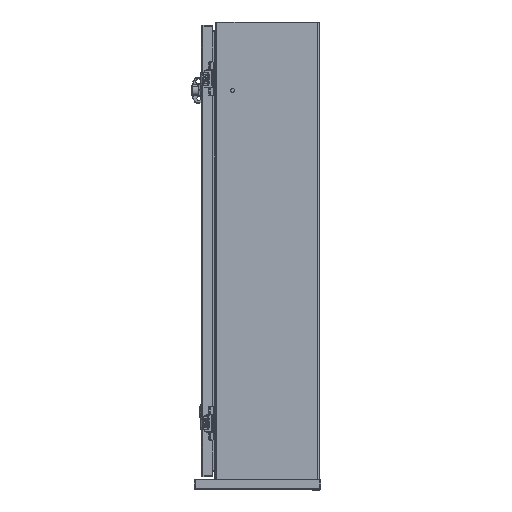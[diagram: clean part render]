
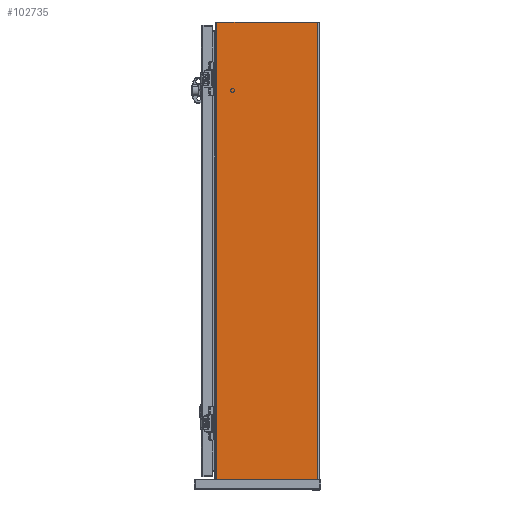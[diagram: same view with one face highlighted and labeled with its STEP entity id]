
A CAD part, left-side view. The second image highlights one B-rep face of the part: STEP entity #102735.
In plain terms, the highlighted planar face has unit normal (-1, 0, 0).
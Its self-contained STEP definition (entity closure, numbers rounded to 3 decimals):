
#919 = EDGE_CURVE ( 'NONE', #5849, #79390, #61754, .T. ) ;
#1760 = LINE ( 'NONE', #42926, #85881 ) ;
#5849 = VERTEX_POINT ( 'NONE', #54886 ) ;
#12557 = DIRECTION ( 'NONE',  ( 0., 0., -1. ) ) ;
#17391 = EDGE_CURVE ( 'NONE', #80346, #96801, #1760, .T. ) ;
#21900 = DIRECTION ( 'NONE',  ( -1., 0., 0. ) ) ;
#28004 = LINE ( 'NONE', #44253, #66558 ) ;
#32658 = DIRECTION ( 'NONE',  ( 0., 0., -1. ) ) ;
#35277 = VECTOR ( 'NONE', #12557, 39.37 ) ;
#36571 = PLANE ( 'NONE',  #98998 ) ;
#36855 = ORIENTED_EDGE ( 'NONE', *, *, #75898, .F. ) ;
#40183 = CARTESIAN_POINT ( 'NONE',  ( -12., 4.01, 0. ) ) ;
#42926 = CARTESIAN_POINT ( 'NONE',  ( -12., 0.136, 0. ) ) ;
#44253 = CARTESIAN_POINT ( 'NONE',  ( -12., 4.01, -35.925 ) ) ;
#48382 = ORIENTED_EDGE ( 'NONE', *, *, #78920, .T. ) ;
#54886 = CARTESIAN_POINT ( 'NONE',  ( -12., 7.883, 0. ) ) ;
#54894 = DIRECTION ( 'NONE',  ( 0., 0., 1. ) ) ;
#56279 = CARTESIAN_POINT ( 'NONE',  ( -12., 0.136, 0. ) ) ;
#58375 = CARTESIAN_POINT ( 'NONE',  ( -12., 7.883, -35.925 ) ) ;
#59276 = CARTESIAN_POINT ( 'NONE',  ( -12., 0.136, -35.925 ) ) ;
#60157 = EDGE_LOOP ( 'NONE', ( #95667, #48382, #75962, #36855 ) ) ;
#61754 = LINE ( 'NONE', #86618, #35277 ) ;
#63951 = DIRECTION ( 'NONE',  ( 0., 1., 0. ) ) ;
#66558 = VECTOR ( 'NONE', #76654, 39.37 ) ;
#75898 = EDGE_CURVE ( 'NONE', #96801, #79390, #28004, .T. ) ;
#75962 = ORIENTED_EDGE ( 'NONE', *, *, #919, .T. ) ;
#76654 = DIRECTION ( 'NONE',  ( 0., 1., 0. ) ) ;
#78920 = EDGE_CURVE ( 'NONE', #80346, #5849, #88814, .T. ) ;
#79390 = VERTEX_POINT ( 'NONE', #58375 ) ;
#80346 = VERTEX_POINT ( 'NONE', #56279 ) ;
#85881 = VECTOR ( 'NONE', #32658, 39.37 ) ;
#86618 = CARTESIAN_POINT ( 'NONE',  ( -12., 7.883, 0. ) ) ;
#88814 = LINE ( 'NONE', #40183, #94222 ) ;
#93828 = FACE_OUTER_BOUND ( 'NONE', #60157, .T. ) ;
#94222 = VECTOR ( 'NONE', #63951, 39.37 ) ;
#95667 = ORIENTED_EDGE ( 'NONE', *, *, #17391, .F. ) ;
#95942 = CARTESIAN_POINT ( 'NONE',  ( -12., 7.883, 0. ) ) ;
#96801 = VERTEX_POINT ( 'NONE', #59276 ) ;
#98998 = AXIS2_PLACEMENT_3D ( 'NONE', #95942, #21900, #54894 ) ;
#102735 = ADVANCED_FACE ( 'NONE', ( #93828 ), #36571, .T. ) ;
